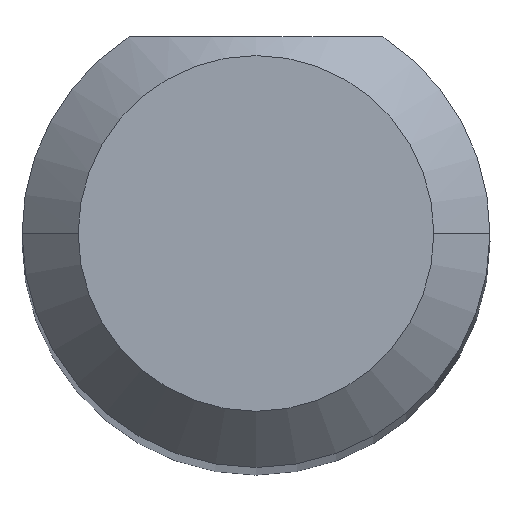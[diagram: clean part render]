
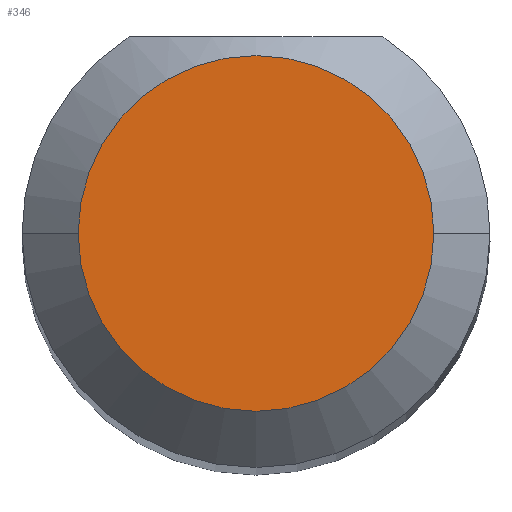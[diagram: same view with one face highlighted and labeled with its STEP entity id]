
A CAD part, top view. The second image highlights one B-rep face of the part: STEP entity #346.
In plain terms, the highlighted planar face has unit normal (0, 0, 1).
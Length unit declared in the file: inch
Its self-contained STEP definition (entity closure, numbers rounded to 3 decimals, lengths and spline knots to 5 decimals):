
#9 = DIRECTION ( 'NONE',  ( 1., 0., 0. ) ) ;
#28 = CARTESIAN_POINT ( 'NONE',  ( 0., 0., 1.5 ) ) ;
#35 = EDGE_LOOP ( 'NONE', ( #450, #72 ) ) ;
#48 = CIRCLE ( 'NONE', #278, 0.0475 ) ;
#72 = ORIENTED_EDGE ( 'NONE', *, *, #426, .T. ) ;
#84 = FACE_OUTER_BOUND ( 'NONE', #35, .T. ) ;
#97 = CIRCLE ( 'NONE', #537, 0.0475 ) ;
#101 = CARTESIAN_POINT ( 'NONE',  ( 0., 0., 1.5 ) ) ;
#132 = DIRECTION ( 'NONE',  ( 0., 0., 1. ) ) ;
#181 = DIRECTION ( 'NONE',  ( 1., 0., 0. ) ) ;
#190 = DIRECTION ( 'NONE',  ( 0., 0., 1. ) ) ;
#200 = CARTESIAN_POINT ( 'NONE',  ( 0.0475, 0., 1.5 ) ) ;
#252 = CARTESIAN_POINT ( 'NONE',  ( 0., 0., 1.5 ) ) ;
#278 = AXIS2_PLACEMENT_3D ( 'NONE', #101, #392, #9 ) ;
#346 = ADVANCED_FACE ( 'NONE', ( #84 ), #546, .T. ) ;
#368 = VERTEX_POINT ( 'NONE', #200 ) ;
#392 = DIRECTION ( 'NONE',  ( 0., 0., 1. ) ) ;
#426 = EDGE_CURVE ( 'NONE', #368, #487, #97, .T. ) ;
#450 = ORIENTED_EDGE ( 'NONE', *, *, #474, .T. ) ;
#463 = AXIS2_PLACEMENT_3D ( 'NONE', #28, #132, #508 ) ;
#474 = EDGE_CURVE ( 'NONE', #487, #368, #48, .T. ) ;
#487 = VERTEX_POINT ( 'NONE', #527 ) ;
#508 = DIRECTION ( 'NONE',  ( 1., 0., 0. ) ) ;
#527 = CARTESIAN_POINT ( 'NONE',  ( -0.0475, 0., 1.5 ) ) ;
#537 = AXIS2_PLACEMENT_3D ( 'NONE', #252, #190, #181 ) ;
#546 = PLANE ( 'NONE',  #463 ) ;
